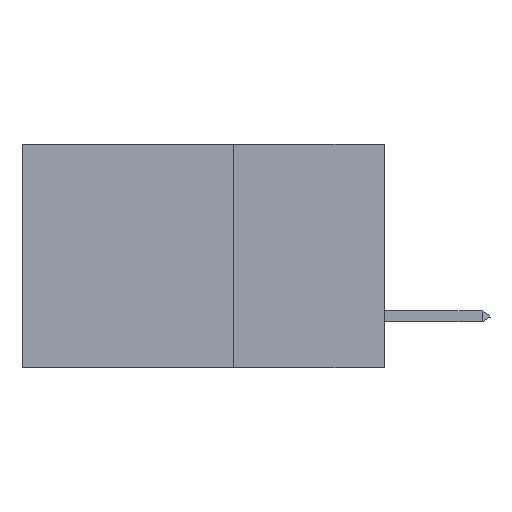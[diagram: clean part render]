
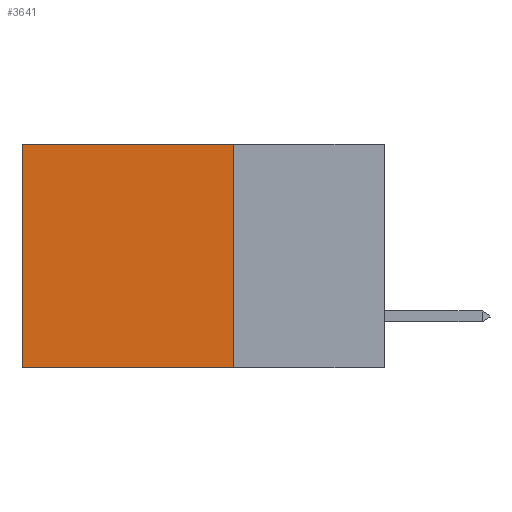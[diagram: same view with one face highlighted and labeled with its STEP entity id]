
A CAD part, left-side view. The second image highlights one B-rep face of the part: STEP entity #3641.
In plain terms, the highlighted planar face has unit normal (-1, 0, 0).
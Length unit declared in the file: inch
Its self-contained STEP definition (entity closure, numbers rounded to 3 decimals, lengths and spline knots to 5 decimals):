
#484 = EDGE_CURVE ( 'NONE', #20855, #25248, #10931, .T. ) ;
#1317 = PLANE ( 'NONE',  #19019 ) ;
#1673 = ORIENTED_EDGE ( 'NONE', *, *, #484, .F. ) ;
#2353 = LINE ( 'NONE', #6925, #27127 ) ;
#2916 = CARTESIAN_POINT ( 'NONE',  ( 0.2875, 0.6, -0.37 ) ) ;
#3641 = ADVANCED_FACE ( 'NONE', ( #24396 ), #1317, .F. ) ;
#3982 = CARTESIAN_POINT ( 'NONE',  ( 0.2875, 0.25, 0. ) ) ;
#4057 = CARTESIAN_POINT ( 'NONE',  ( 0.2875, 0.25, 0. ) ) ;
#4599 = EDGE_CURVE ( 'NONE', #20855, #11837, #19065, .T. ) ;
#5737 = CARTESIAN_POINT ( 'NONE',  ( 0.2875, 0.6, 0. ) ) ;
#6925 = CARTESIAN_POINT ( 'NONE',  ( 0.2875, 0.25, -0.37 ) ) ;
#8338 = EDGE_CURVE ( 'NONE', #11837, #12688, #28658, .T. ) ;
#10931 = LINE ( 'NONE', #24897, #18090 ) ;
#11837 = VERTEX_POINT ( 'NONE', #5737 ) ;
#12014 = ORIENTED_EDGE ( 'NONE', *, *, #4599, .T. ) ;
#12588 = ORIENTED_EDGE ( 'NONE', *, *, #8338, .T. ) ;
#12688 = VERTEX_POINT ( 'NONE', #2916 ) ;
#13001 = CARTESIAN_POINT ( 'NONE',  ( 0.2875, 0.25, -0.37 ) ) ;
#14387 = VECTOR ( 'NONE', #20921, 39.37008 ) ;
#16782 = VECTOR ( 'NONE', #20757, 39.37008 ) ;
#18090 = VECTOR ( 'NONE', #29920, 39.37008 ) ;
#19019 = AXIS2_PLACEMENT_3D ( 'NONE', #4057, #30434, #27735 ) ;
#19065 = LINE ( 'NONE', #3982, #16782 ) ;
#20058 = ORIENTED_EDGE ( 'NONE', *, *, #23741, .F. ) ;
#20708 = CARTESIAN_POINT ( 'NONE',  ( 0.2875, 0.6, 0. ) ) ;
#20757 = DIRECTION ( 'NONE',  ( 0., 1., 0. ) ) ;
#20855 = VERTEX_POINT ( 'NONE', #30851 ) ;
#20921 = DIRECTION ( 'NONE',  ( 0., 0., -1. ) ) ;
#21412 = DIRECTION ( 'NONE',  ( 0., 1., 0. ) ) ;
#23741 = EDGE_CURVE ( 'NONE', #25248, #12688, #2353, .T. ) ;
#24396 = FACE_OUTER_BOUND ( 'NONE', #28993, .T. ) ;
#24897 = CARTESIAN_POINT ( 'NONE',  ( 0.2875, 0.25, 0. ) ) ;
#25248 = VERTEX_POINT ( 'NONE', #13001 ) ;
#27127 = VECTOR ( 'NONE', #21412, 39.37008 ) ;
#27735 = DIRECTION ( 'NONE',  ( 0., 0., -1. ) ) ;
#28658 = LINE ( 'NONE', #20708, #14387 ) ;
#28993 = EDGE_LOOP ( 'NONE', ( #12588, #20058, #1673, #12014 ) ) ;
#29920 = DIRECTION ( 'NONE',  ( 0., 0., -1. ) ) ;
#30434 = DIRECTION ( 'NONE',  ( 1., 0., 0. ) ) ;
#30851 = CARTESIAN_POINT ( 'NONE',  ( 0.2875, 0.25, 0. ) ) ;
